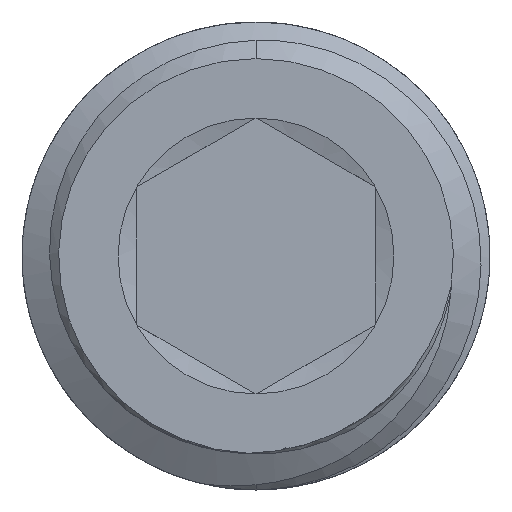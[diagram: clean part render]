
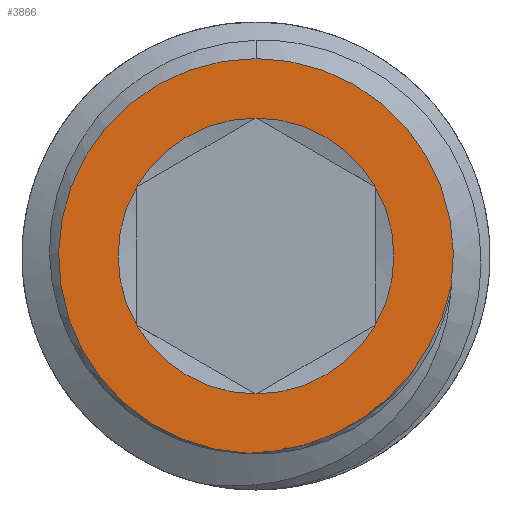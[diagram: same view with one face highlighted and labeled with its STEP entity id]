
A CAD part, front view. The second image highlights one B-rep face of the part: STEP entity #3866.
In plain terms, the highlighted planar face has unit normal (0, -1, 0).
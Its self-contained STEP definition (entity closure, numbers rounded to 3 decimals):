
#38 = ORIENTED_EDGE ( 'NONE', *, *, #777, .F. ) ;
#55 = EDGE_CURVE ( 'NONE', #2574, #4129, #1437, .T. ) ;
#170 = CARTESIAN_POINT ( 'NONE',  ( 0., -13., 0. ) ) ;
#226 = EDGE_CURVE ( 'NONE', #1507, #3366, #1053, .T. ) ;
#257 = FACE_BOUND ( 'NONE', #3628, .T. ) ;
#338 = CIRCLE ( 'NONE', #4403, 4.717 ) ;
#348 = DIRECTION ( 'NONE',  ( 0., -1., 0. ) ) ;
#441 = EDGE_CURVE ( 'NONE', #2355, #2345, #3442, .T. ) ;
#500 = DIRECTION ( 'NONE',  ( 0., -1., 0. ) ) ;
#564 = CARTESIAN_POINT ( 'NONE',  ( 0., -13., 0. ) ) ;
#656 = DIRECTION ( 'NONE',  ( 0., 0., -1. ) ) ;
#682 = CARTESIAN_POINT ( 'NONE',  ( 5.345, -13., -3.965 ) ) ;
#777 = EDGE_CURVE ( 'NONE', #2129, #2969, #1136, .T. ) ;
#874 = DIRECTION ( 'NONE',  ( 0., 0., -1. ) ) ;
#1000 = AXIS2_PLACEMENT_3D ( 'NONE', #2306, #1990, #874 ) ;
#1053 = CIRCLE ( 'NONE', #2733, 4.717 ) ;
#1055 = CARTESIAN_POINT ( 'NONE',  ( 3.903, -13., -5.378 ) ) ;
#1082 = CIRCLE ( 'NONE', #1170, 4.717 ) ;
#1128 = ORIENTED_EDGE ( 'NONE', *, *, #55, .F. ) ;
#1136 = CIRCLE ( 'NONE', #2843, 4.717 ) ;
#1170 = AXIS2_PLACEMENT_3D ( 'NONE', #2819, #4274, #656 ) ;
#1242 = CARTESIAN_POINT ( 'NONE',  ( 0., -13., 0. ) ) ;
#1304 = EDGE_CURVE ( 'NONE', #2969, #1507, #4238, .T. ) ;
#1320 = DIRECTION ( 'NONE',  ( 0., -1., 0. ) ) ;
#1396 = AXIS2_PLACEMENT_3D ( 'NONE', #2496, #348, #2875 ) ;
#1430 = ORIENTED_EDGE ( 'NONE', *, *, #2834, .F. ) ;
#1437 = CIRCLE ( 'NONE', #2016, 6.75 ) ;
#1453 = PLANE ( 'NONE',  #2914 ) ;
#1507 = VERTEX_POINT ( 'NONE', #2352 ) ;
#1644 = DIRECTION ( 'NONE',  ( 0., 1., 0. ) ) ;
#1676 = CARTESIAN_POINT ( 'NONE',  ( 0., -13., 0. ) ) ;
#1696 = CARTESIAN_POINT ( 'NONE',  ( 1.735, -13., -6.448 ) ) ;
#1825 = DIRECTION ( 'NONE',  ( 0., 1., 0. ) ) ;
#1946 = DIRECTION ( 'NONE',  ( 0., 0., -1. ) ) ;
#1967 = DIRECTION ( 'NONE',  ( 0., 1., 0. ) ) ;
#1990 = DIRECTION ( 'NONE',  ( 0., -1., 0. ) ) ;
#2016 = AXIS2_PLACEMENT_3D ( 'NONE', #564, #1967, #3776 ) ;
#2056 = CARTESIAN_POINT ( 'NONE',  ( -4.085, -13., -2.358 ) ) ;
#2105 = CARTESIAN_POINT ( 'NONE',  ( 2.861, -13., -6.009 ) ) ;
#2121 = CARTESIAN_POINT ( 'NONE',  ( 2.493, -13., -6.177 ) ) ;
#2129 = VERTEX_POINT ( 'NONE', #4203 ) ;
#2134 = CARTESIAN_POINT ( 'NONE',  ( 0.541, -13., -6.696 ) ) ;
#2306 = CARTESIAN_POINT ( 'NONE',  ( 0., -13., 0. ) ) ;
#2316 = EDGE_CURVE ( 'NONE', #2345, #2129, #338, .T. ) ;
#2319 = CARTESIAN_POINT ( 'NONE',  ( 0., -13., 4.717 ) ) ;
#2345 = VERTEX_POINT ( 'NONE', #2319 ) ;
#2352 = CARTESIAN_POINT ( 'NONE',  ( 0., -13., -4.717 ) ) ;
#2355 = VERTEX_POINT ( 'NONE', #4103 ) ;
#2397 = ORIENTED_EDGE ( 'NONE', *, *, #2316, .F. ) ;
#2407 = ORIENTED_EDGE ( 'NONE', *, *, #226, .F. ) ;
#2409 = CARTESIAN_POINT ( 'NONE',  ( 5.58, -13., -3.637 ) ) ;
#2447 = CARTESIAN_POINT ( 'NONE',  ( 6.17, -13., -2.581 ) ) ;
#2462 = CARTESIAN_POINT ( 'NONE',  ( 4.813, -13., -4.584 ) ) ;
#2496 = CARTESIAN_POINT ( 'NONE',  ( 0., -13., 0. ) ) ;
#2521 = DIRECTION ( 'NONE',  ( 0., 0., 1. ) ) ;
#2574 = VERTEX_POINT ( 'NONE', #3844 ) ;
#2733 = AXIS2_PLACEMENT_3D ( 'NONE', #1242, #4116, #1946 ) ;
#2768 = CARTESIAN_POINT ( 'NONE',  ( 3.57, -13., -5.607 ) ) ;
#2819 = CARTESIAN_POINT ( 'NONE',  ( 0., -13., 0. ) ) ;
#2827 = CARTESIAN_POINT ( 'NONE',  ( -0.269, -13., -6.745 ) ) ;
#2834 = EDGE_CURVE ( 'NONE', #3366, #2355, #1082, .T. ) ;
#2843 = AXIS2_PLACEMENT_3D ( 'NONE', #4166, #1320, #3840 ) ;
#2875 = DIRECTION ( 'NONE',  ( 0., 0., -1. ) ) ;
#2892 = VERTEX_POINT ( 'NONE', #3512 ) ;
#2914 = AXIS2_PLACEMENT_3D ( 'NONE', #4695, #1825, #2521 ) ;
#2969 = VERTEX_POINT ( 'NONE', #2056 ) ;
#3022 = FACE_OUTER_BOUND ( 'NONE', #4555, .T. ) ;
#3031 = DIRECTION ( 'NONE',  ( 0., 0., -1. ) ) ;
#3060 = ORIENTED_EDGE ( 'NONE', *, *, #1304, .F. ) ;
#3174 = CARTESIAN_POINT ( 'NONE',  ( 1.344, -13., -6.552 ) ) ;
#3205 = CARTESIAN_POINT ( 'NONE',  ( 4.524, -13., -4.867 ) ) ;
#3291 = CARTESIAN_POINT ( 'NONE',  ( 0., -13., 6.75 ) ) ;
#3366 = VERTEX_POINT ( 'NONE', #4131 ) ;
#3442 = CIRCLE ( 'NONE', #1396, 4.717 ) ;
#3489 = ORIENTED_EDGE ( 'NONE', *, *, #4405, .F. ) ;
#3512 = CARTESIAN_POINT ( 'NONE',  ( 6.671, -13., -1.032 ) ) ;
#3537 = CIRCLE ( 'NONE', #3927, 6.75 ) ;
#3561 = EDGE_CURVE ( 'NONE', #2892, #2574, #4613, .T. ) ;
#3628 = EDGE_LOOP ( 'NONE', ( #2397, #4629, #1430, #2407, #3060, #38 ) ) ;
#3677 = ORIENTED_EDGE ( 'NONE', *, *, #3561, .F. ) ;
#3776 = DIRECTION ( 'NONE',  ( 0., 0., 1. ) ) ;
#3791 = CARTESIAN_POINT ( 'NONE',  ( 6.671, -13., -1.032 ) ) ;
#3840 = DIRECTION ( 'NONE',  ( 0., 0., -1. ) ) ;
#3844 = CARTESIAN_POINT ( 'NONE',  ( -0.269, -13., -6.745 ) ) ;
#3866 = ADVANCED_FACE ( 'NONE', ( #257, #3022 ), #1453, .F. ) ;
#3927 = AXIS2_PLACEMENT_3D ( 'NONE', #1676, #1644, #4225 ) ;
#3940 = CARTESIAN_POINT ( 'NONE',  ( 5.992, -13., -2.946 ) ) ;
#4103 = CARTESIAN_POINT ( 'NONE',  ( 4.085, -13., 2.358 ) ) ;
#4116 = DIRECTION ( 'NONE',  ( 0., -1., 0. ) ) ;
#4129 = VERTEX_POINT ( 'NONE', #3291 ) ;
#4131 = CARTESIAN_POINT ( 'NONE',  ( 4.085, -13., -2.358 ) ) ;
#4166 = CARTESIAN_POINT ( 'NONE',  ( 0., -13., 0. ) ) ;
#4203 = CARTESIAN_POINT ( 'NONE',  ( -4.085, -13., 2.358 ) ) ;
#4225 = DIRECTION ( 'NONE',  ( 0., 0., 1. ) ) ;
#4238 = CIRCLE ( 'NONE', #1000, 4.717 ) ;
#4274 = DIRECTION ( 'NONE',  ( 0., -1., 0. ) ) ;
#4283 = CARTESIAN_POINT ( 'NONE',  ( 6.583, -13., -1.43 ) ) ;
#4403 = AXIS2_PLACEMENT_3D ( 'NONE', #170, #500, #3031 ) ;
#4405 = EDGE_CURVE ( 'NONE', #4129, #2892, #3537, .T. ) ;
#4555 = EDGE_LOOP ( 'NONE', ( #3677, #3489, #1128 ) ) ;
#4597 = CARTESIAN_POINT ( 'NONE',  ( 0.137, -13., -6.734 ) ) ;
#4613 = B_SPLINE_CURVE_WITH_KNOTS ( 'NONE', 3,
 ( #3791, #4283, #4614, #2447, #3940, #2409, #682, #2462, #3205, #1055, #2768, #2105, #2121, #1696, #3174, #2134, #4597, #2827 ),
 .UNSPECIFIED., .F., .F.,
 ( 4, 2, 2, 2, 2, 2, 2, 2, 4 ),
 ( 0., 0.002, 0.003, 0.004, 0.005, 0.006, 0.008, 0.009, 0.01 ),
 .UNSPECIFIED. ) ;
#4614 = CARTESIAN_POINT ( 'NONE',  ( 6.466, -13., -1.821 ) ) ;
#4629 = ORIENTED_EDGE ( 'NONE', *, *, #441, .F. ) ;
#4695 = CARTESIAN_POINT ( 'NONE',  ( 0., -13., 0. ) ) ;
